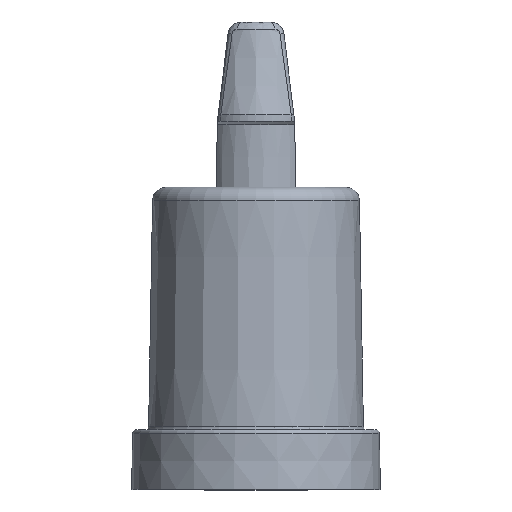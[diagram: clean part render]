
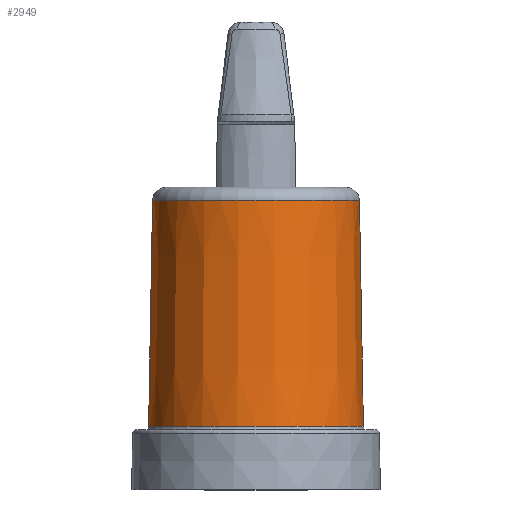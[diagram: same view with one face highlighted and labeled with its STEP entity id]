
A CAD part, top view. The second image highlights one B-rep face of the part: STEP entity #2949.
In plain terms, the highlighted conical face has half-angle 1 degrees and reference radius 7.949 mm.
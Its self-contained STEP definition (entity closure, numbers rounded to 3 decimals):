
#565=DIRECTION('',(0.017,-1.,0.));
#566=VECTOR('',#565,17.029);
#567=CARTESIAN_POINT('',(7.8,17.317,0.));
#568=LINE('',#567,#566);
#574=DIRECTION('',(-0.017,-1.,0.));
#575=VECTOR('',#574,17.029);
#576=CARTESIAN_POINT('',(-7.8,17.317,0.));
#577=LINE('',#576,#575);
#664=CARTESIAN_POINT('',(0.,0.291,0.));
#665=DIRECTION('',(0.,1.,0.));
#666=DIRECTION('',(-1.,0.,0.));
#667=AXIS2_PLACEMENT_3D('',#664,#665,#666);
#684=CARTESIAN_POINT('',(0.,17.317,0.));
#685=DIRECTION('',(0.,1.,0.));
#686=DIRECTION('',(-1.,0.,0.));
#687=AXIS2_PLACEMENT_3D('',#684,#685,#686);
#1998=CARTESIAN_POINT('',(-7.8,17.317,0.));
#2000=VERTEX_POINT('',#1998);
#2001=CARTESIAN_POINT('',(-8.097,0.291,0.));
#2002=VERTEX_POINT('',#2001);
#2004=CARTESIAN_POINT('',(7.8,17.317,0.));
#2006=VERTEX_POINT('',#2004);
#2007=CARTESIAN_POINT('',(8.097,0.291,0.));
#2008=VERTEX_POINT('',#2007);
#2938=CARTESIAN_POINT('',(0.,8.804,0.));
#2939=DIRECTION('',(0.,-1.,0.));
#2940=DIRECTION('',(-1.,0.,0.));
#2941=AXIS2_PLACEMENT_3D('',#2938,#2939,#2940);
#2942=CONICAL_SURFACE('',#2941,7.949,1.);
#2943=ORIENTED_EDGE('',*,*,#2804,.F.);
#2944=ORIENTED_EDGE('',*,*,#2772,.T.);
#2945=ORIENTED_EDGE('',*,*,#2801,.T.);
#2946=ORIENTED_EDGE('',*,*,#2926,.F.);
#2947=EDGE_LOOP('',(#2943,#2944,#2945,#2946));
#2948=FACE_OUTER_BOUND('',#2947,.F.);
#668=CIRCLE('',#667,8.097);
#688=CIRCLE('',#687,7.8);
#2772=EDGE_CURVE('',#2000,#2006,#688,.T.);
#2801=EDGE_CURVE('',#2006,#2008,#568,.T.);
#2804=EDGE_CURVE('',#2000,#2002,#577,.T.);
#2926=EDGE_CURVE('',#2002,#2008,#668,.T.);
#2949=ADVANCED_FACE('',(#2948),#2942,.T.);
